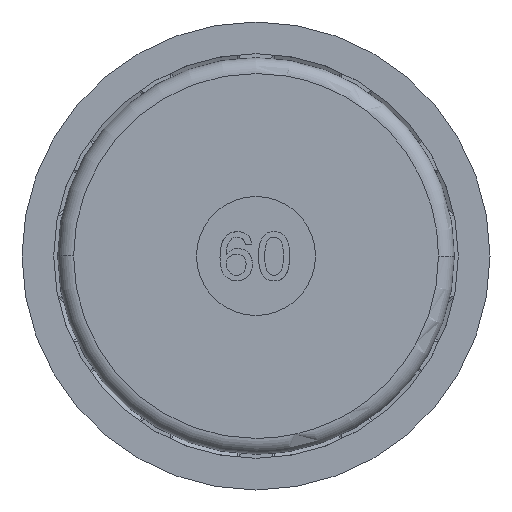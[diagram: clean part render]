
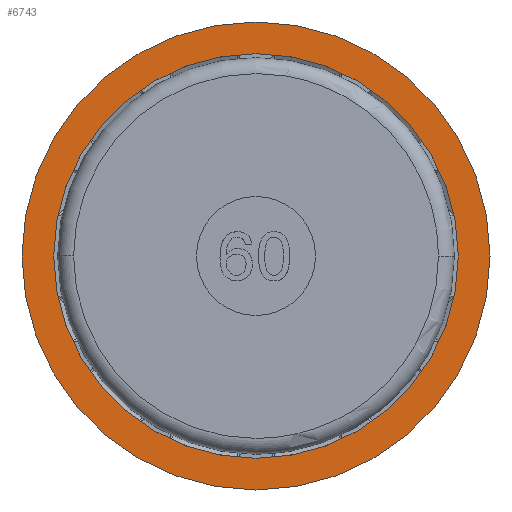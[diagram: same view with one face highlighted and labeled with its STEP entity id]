
A CAD part, front view. The second image highlights one B-rep face of the part: STEP entity #6743.
In plain terms, the highlighted planar face has unit normal (0, -1, 0).
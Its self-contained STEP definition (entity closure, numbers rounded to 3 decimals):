
#76 = EDGE_LOOP ( 'NONE', ( #4437, #3645 ) ) ;
#213 = CIRCLE ( 'NONE', #5327, 29.5 ) ;
#628 = CARTESIAN_POINT ( 'NONE',  ( 4., 0., 0. ) ) ;
#1201 = DIRECTION ( 'NONE',  ( 1., 0., 0. ) ) ;
#1346 = DIRECTION ( 'NONE',  ( 0., -1., 0. ) ) ;
#1550 = CARTESIAN_POINT ( 'NONE',  ( 4., 0., 0. ) ) ;
#2083 = EDGE_LOOP ( 'NONE', ( #4187, #4210 ) ) ;
#2113 = EDGE_CURVE ( 'NONE', #2668, #7201, #12825, .T. ) ;
#2303 = DIRECTION ( 'NONE',  ( -1., 0., 0. ) ) ;
#2313 = PLANE ( 'NONE',  #9625 ) ;
#2323 = DIRECTION ( 'NONE',  ( 0., 1., 0. ) ) ;
#2332 = CARTESIAN_POINT ( 'NONE',  ( 29.5, 0., 0. ) ) ;
#2334 = DIRECTION ( 'NONE',  ( 1., 0., 0. ) ) ;
#2668 = VERTEX_POINT ( 'NONE', #628 ) ;
#3645 = ORIENTED_EDGE ( 'NONE', *, *, #12294, .T. ) ;
#4187 = ORIENTED_EDGE ( 'NONE', *, *, #2113, .T. ) ;
#4210 = ORIENTED_EDGE ( 'NONE', *, *, #13170, .T. ) ;
#4437 = ORIENTED_EDGE ( 'NONE', *, *, #14146, .T. ) ;
#5152 = FACE_BOUND ( 'NONE', #2083, .T. ) ;
#5219 = CIRCLE ( 'NONE', #12378, 29.5 ) ;
#5327 = AXIS2_PLACEMENT_3D ( 'NONE', #5824, #5811, #5793 ) ;
#5793 = DIRECTION ( 'NONE',  ( 1., 0., 0. ) ) ;
#5811 = DIRECTION ( 'NONE',  ( 0., -1., 0. ) ) ;
#5824 = CARTESIAN_POINT ( 'NONE',  ( 29.5, 0., 0. ) ) ;
#5969 = CARTESIAN_POINT ( 'NONE',  ( 29.5, 0., 0. ) ) ;
#6125 = CARTESIAN_POINT ( 'NONE',  ( 59., 0., 0. ) ) ;
#6453 = CARTESIAN_POINT ( 'NONE',  ( 55., 0., 0. ) ) ;
#6743 = ADVANCED_FACE ( 'NONE', ( #5152, #9913 ), #2313, .T. ) ;
#7201 = VERTEX_POINT ( 'NONE', #6453 ) ;
#7634 = CARTESIAN_POINT ( 'NONE',  ( 0., 0., 0. ) ) ;
#7801 = DIRECTION ( 'NONE',  ( -1., 0., 0. ) ) ;
#7803 = DIRECTION ( 'NONE',  ( 0., 1., 0. ) ) ;
#7817 = CARTESIAN_POINT ( 'NONE',  ( 29.5, 0., 0. ) ) ;
#9625 = AXIS2_PLACEMENT_3D ( 'NONE', #1550, #1346, #1201 ) ;
#9913 = FACE_OUTER_BOUND ( 'NONE', #76, .T. ) ;
#10760 = AXIS2_PLACEMENT_3D ( 'NONE', #2332, #2323, #2303 ) ;
#10892 = CIRCLE ( 'NONE', #12912, 25.5 ) ;
#10991 = DIRECTION ( 'NONE',  ( 0., -1., 0. ) ) ;
#11086 = VERTEX_POINT ( 'NONE', #7634 ) ;
#12284 = VERTEX_POINT ( 'NONE', #6125 ) ;
#12294 = EDGE_CURVE ( 'NONE', #11086, #12284, #213, .T. ) ;
#12378 = AXIS2_PLACEMENT_3D ( 'NONE', #5969, #10991, #2334 ) ;
#12825 = CIRCLE ( 'NONE', #10760, 25.5 ) ;
#12912 = AXIS2_PLACEMENT_3D ( 'NONE', #7817, #7803, #7801 ) ;
#13170 = EDGE_CURVE ( 'NONE', #7201, #2668, #10892, .T. ) ;
#14146 = EDGE_CURVE ( 'NONE', #12284, #11086, #5219, .T. ) ;
